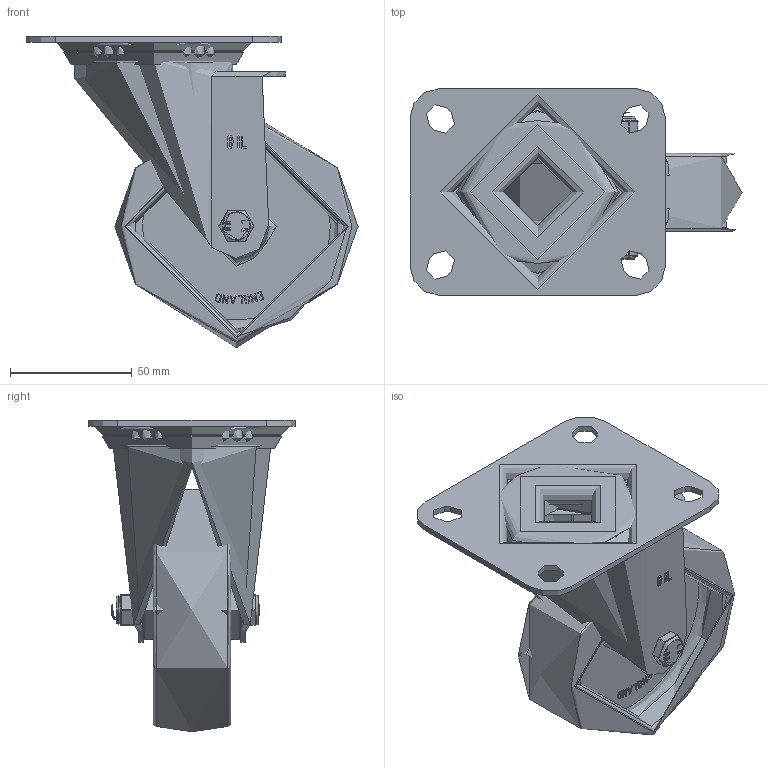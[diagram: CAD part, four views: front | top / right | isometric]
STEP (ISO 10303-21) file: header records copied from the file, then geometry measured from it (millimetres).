
FILE_DESCRIPTION(/* description */ (''),/* implementation_level */ '2;1');
FILE_NAME(/* name */ 'BZMM100PL32.step',/* time_stamp */ '2024-09-26T14:15:53+01:00',/* author */ (''),/* organization */ (''),/* preprocessor_version */ 'ST-DEVELOPER v20',/* originating_system */ 'Autodesk Translation Framework v13.20.0.188',/* authorisation */ '');
FILE_SCHEMA (('AUTOMOTIVE_DESIGN { 1 0 10303 214 3 1 1 }'));
Length unit declared in the file: millimetre
Products named in the file (18): BZMM100PL/32; BZMM100AS - 2 v2; ZINC PLATED, PRESSED STEEL TOP PLATE; ZINC PLATED, PRESSED STEEL TOP PLATE Geometry; BALL BEARINGS; Component1; BEARING SEAL; ZINC PLATED, PRESSED STEEL FORKS; WPL4M12 v1; WHITE POLYPROPYLENE WHEEL; TUBEM12X40 v1; ZINC PLATED STEEL TUBE; HEXBOLTM8X55Z8.8 v2; GRADE 8.8 ZINC PLATED BOLT; NYLOCM8Z v1; NYLOC NUT; NUT; RUBBER
Assembly tree (40 placements, depth 5):
  BZMM100PL/32
    BZMM100AS - 2 v2
      ZINC PLATED, PRESSED STEEL TOP PLATE
        ZINC PLATED, PRESSED STEEL TOP PLATE Geometry
        BALL BEARINGS
          Component1  x24
      BEARING SEAL
      ZINC PLATED, PRESSED STEEL FORKS
    WPL4M12 v1
      WHITE POLYPROPYLENE WHEEL
    TUBEM12X40 v1
      ZINC PLATED STEEL TUBE
    HEXBOLTM8X55Z8.8 v2
      GRADE 8.8 ZINC PLATED BOLT
    NYLOCM8Z v1
      NYLOC NUT
        NUT
        RUBBER
Bounding box: 136.5 x 85 x 128 mm (x, y, z)
Volume: 170184.6 mm3; surface area: 89326.1 mm2
Topology: 32 solids, 32 shells, 512 faces, 1287 edges, 822 vertices
Faces by surface type: plane 203, cylinder 133, bspline 93, sphere 48, torus 24, cone 11
Full cylindrical faces by diameter (mm): 0.664 x2, 6.446 x7, 7.866 x13, 8 x3, 8.25 x2, 8.4 x1, 8.6 x2, 11.5 x1, 11.9 x1, 12.1 x1, 12.5 x1, 24 x2, 27.5 x1, 31.5 x1, 48 x2, 61 x1, 65 x1
Entity records: 21458 total; most frequent: CARTESIAN_POINT 9784, ORIENTED_EDGE 2420, DIRECTION 2110, EDGE_CURVE 1210, VERTEX_POINT 776, AXIS2_PLACEMENT_3D 735, LINE 640, VECTOR 640
